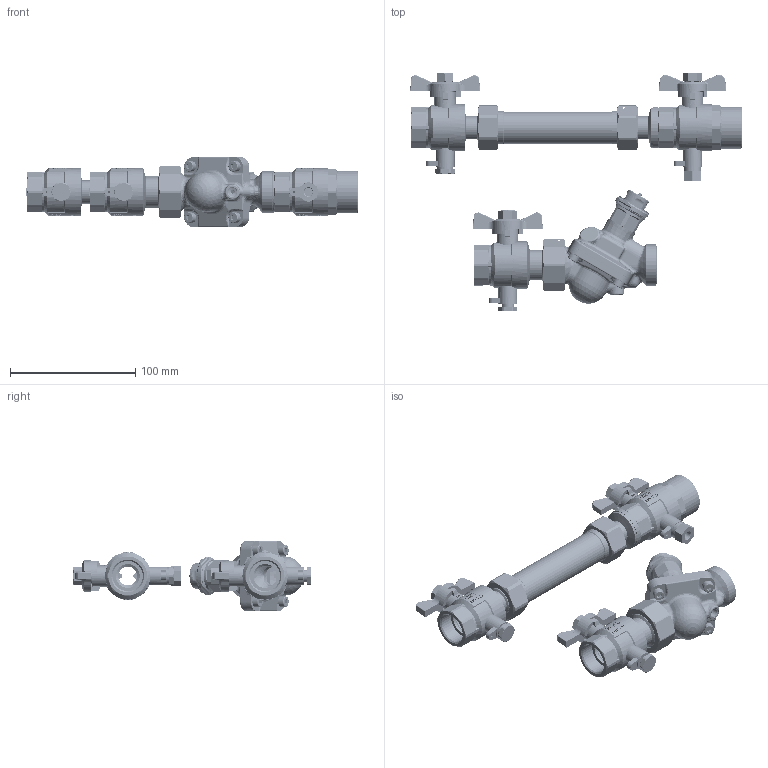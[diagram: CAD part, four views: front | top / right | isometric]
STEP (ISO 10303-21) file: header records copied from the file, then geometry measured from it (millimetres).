
FILE_DESCRIPTION(/* description */ ('Unknown'),/* implementation_level */ '2;1');
FILE_NAME(/* name */ '80230021',/* time_stamp */ '2023-07-12T13:35:26+02:00',/* author */ ('Unknown'),/* organization */ ('Unknown'),/* preprocessor_version */ 'ST-DEVELOPER v18.102',/* originating_system */ 'Solid Edge',/* authorisation */ 'Unknown');
FILE_SCHEMA (('AUTOMOTIVE_DESIGN {1 0 10303 214 3 1 1}'));
Length unit declared in the file: millimetre
Products named in the file (72): 80230021; nippel-110-red; 722-55_oa_0; 722-55-Einschraubteil-co; Einschraubteil; 97000077_24x15x2 - 3_4; sperring; Überwurfmutter_3_4; B1; F-griff.1; M8-1_2-3_4.1; Kvrper-co_oa_1; Körper_; Dichtung_0; Schtaube; Spindel-co_oa_2; Stopfbuchse; Spindel; 725_55; StoppRing; Speerring; Dichtung; Stütze; Überwurfmutter; O-Ring; 722-56_oa_3; F-griff; M8-1_2-3_4; Kvrper-co_oa_4; Kvrper; Spindel-co_oa_5; 722-56-Verschr-co; Überwurfmutter_1; Sperring; AB-PM DN20; 8906580; 8906519; 89066580; 51340050; 8906703 ...
Assembly tree (75 placements, depth 5):
  80230021
    nippel-110-red
    722-55_oa_0
      722-55-Einschraubteil-co
        Einschraubteil
        97000077_24x15x2 - 3_4
        sperring
        Überwurfmutter_3_4
      B1
        F-griff.1
        M8-1_2-3_4.1
      Kvrper-co_oa_1
        Körper_
        Dichtung_0
        Schtaube
      Spindel-co_oa_2
        Stopfbuchse
        Spindel
    725_55
      StoppRing
      Speerring
      Dichtung
      Stütze
      Überwurfmutter
      O-Ring
    722-56_oa_3
      B1
        F-griff
        M8-1_2-3_4
      Kvrper-co_oa_4
        Kvrper
        Schtaube
      Spindel-co_oa_5
        Stopfbuchse
        Spindel
      722-56-Verschr-co
        Überwurfmutter_1
        Sperring
        Einschraubteil
        Dichtung
    AB-PM DN20
      8906580
      8906519
      89066580
      51340050  x4
      8906703
      8906148_ASM
        8906213
        5211526
        5451169
        O-R_10-5X1-5_54590450
        D3-SPRINGRINGEXTERNAL
        D3-GREASEBOX
        D3-OR
        8906156
        8906223
        8502246
        8906167
        D3-STIFT-RING_ASM
          D3-SPRINGRINGINTERNAL
Bounding box: 264.85 x 190.13 x 56 mm (x, y, z)
Volume: 234533.6 mm3; surface area: 161819.7 mm2
Topology: 58 solids, 58 shells, 6701 faces, 17682 edges, 11368 vertices
Faces by surface type: plane 3897, cylinder 1365, bspline 799, cone 348, torus 222, sphere 70
Full cylindrical faces by diameter (mm): 0.3 x1, 1.5 x5, 2.2 x1, 2.5 x1, 3 x4, 3.05 x1, 3.1 x1, 3.4 x2, 3.5 x2, 4.224 x5, 4.93 x4, 5 x3, 5.2 x1, 5.5 x4, 5.9 x4, 6.5 x2, 6.561 x1, 6.6 x2, 6.7 x3, 6.75 x3, 7 x1, 7.4 x1, 7.5 x2, 8 x1, 8.1 x1, 8.3 x1, 8.5 x4, 8.9 x3, 8.92 x3, 9 x7
Entity records: 217593 total; most frequent: CARTESIAN_POINT 82726, ORIENTED_EDGE 28580, DIRECTION 26850, EDGE_CURVE 14290, AXIS2_PLACEMENT_3D 10590, VERTEX_POINT 9339, FACE_BOUND 6439, EDGE_LOOP 6428
